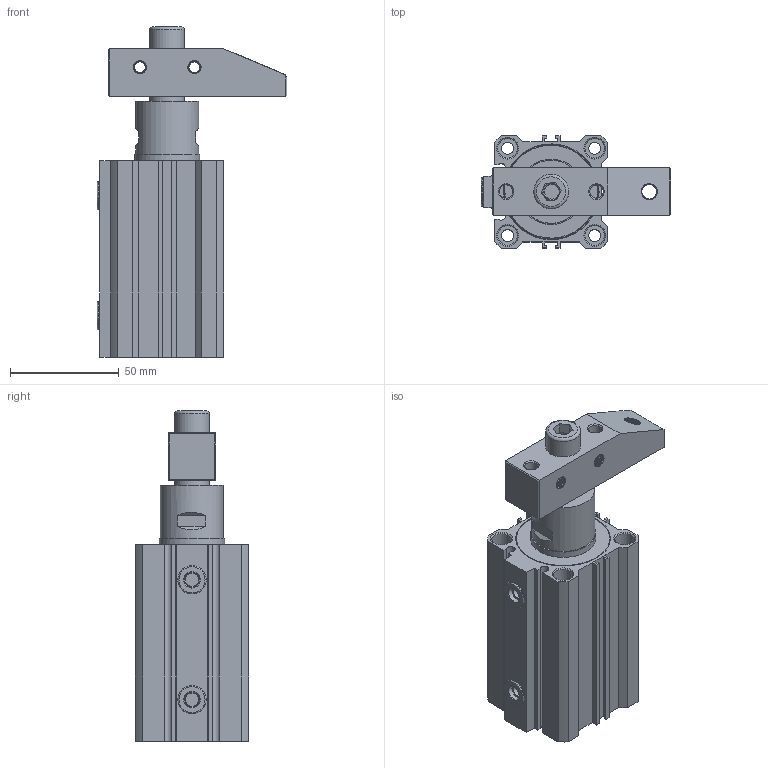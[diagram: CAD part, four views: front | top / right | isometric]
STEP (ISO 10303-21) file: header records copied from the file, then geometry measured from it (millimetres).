
FILE_DESCRIPTION(/* description */ (''),/* implementation_level */ '2;1');
FILE_NAME(/* name */ 'CRS40 COMPACT ROTASHAFT.stp',/* time_stamp */ '2019-11-09T12:51:18-05:00',/* author */ ('E&E CP'),/* organization */ (''),/* preprocessor_version */ 'ST-DEVELOPER v17',/* originating_system */ 'Autodesk Inventor 2018',/* authorisation */ '');
FILE_SCHEMA (('AUTOMOTIVE_DESIGN { 1 0 10303 214 3 1 1 }'));
Products named in the file (1): CRS40 COMPACT ROTASHAFT
Bounding box: 87.2 x 52 x 151.5 mm (x, y, z)
Volume: 205320 mm3; surface area: 78055.2 mm2
Topology: 7 solids, 7 shells, 486 faces, 1428 edges, 983 vertices
Faces by surface type: cylinder 185, plane 143, cone 107, bspline 39, torus 12
Full cylindrical faces by diameter (mm): 2 x2, 5 x52, 5.5 x4, 6 x2, 6.2 x2, 6.8 x16, 7 x2, 8.2 x20, 8.7 x2, 9 x8, 10 x30, 10.5 x1, 11.624 x1, 13 x2, 16 x3, 18 x1, 29 x1, 30 x1, 40 x2, 42.5 x6, 44 x7, 44.6 x1
Entity records: 51788 total; most frequent: CARTESIAN_POINT 38511, ORIENTED_EDGE 2852, DIRECTION 2532, EDGE_CURVE 1426, VERTEX_POINT 983, AXIS2_PLACEMENT_3D 982, LINE 568, VECTOR 568
